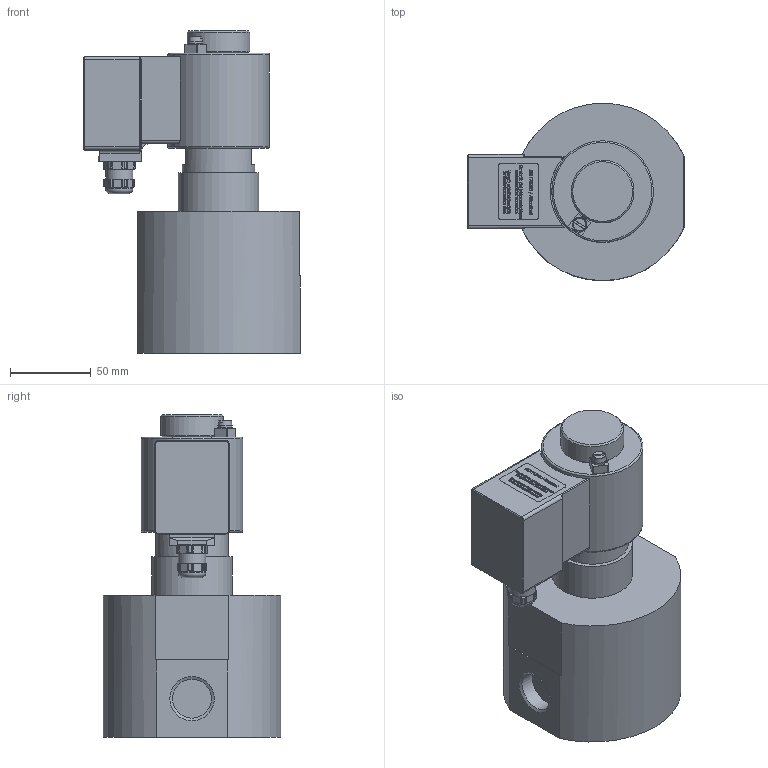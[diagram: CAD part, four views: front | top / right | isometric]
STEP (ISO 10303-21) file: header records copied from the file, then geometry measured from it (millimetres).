
FILE_DESCRIPTION(/* description */ ('3D-Modell'),/* implementation_level */ '2;1');
FILE_NAME(/* name */ '050.002036_2-529-25-0815-.328.stp',/* time_stamp */ '2019-10-28T08:27:36+01:00',/* author */ ('LBirkmann'),/* organization */ (''),/* preprocessor_version */ 'ST-DEVELOPER v16.1',/* originating_system */ 'Autodesk Inventor 2016',/* authorisation */ '');
FILE_SCHEMA (('AUTOMOTIVE_DESIGN { 1 0 10303 214 3 1 1 }'));
Products named in the file (1): 88-004384
Bounding box: 134.19 x 110 x 200 mm (x, y, z)
Volume: 1221780.7 mm3; surface area: 91618.7 mm2
Topology: 1 solids, 1 shells, 2012 faces, 5504 edges, 3646 vertices
Faces by surface type: plane 1131, bspline 757, cylinder 76, cone 34, torus 13, sphere 1
Full cylindrical faces by diameter (mm): 4 x1, 4.51 x1, 17 x2, 24.117 x2, 39 x1, 45 x1, 50 x1, 63 x1
Entity records: 67801 total; most frequent: CARTESIAN_POINT 22385, ORIENTED_EDGE 10958, DIRECTION 6475, EDGE_CURVE 5479, LINE 3647, VECTOR 3647, VERTEX_POINT 3642, EDGE_LOOP 2185
